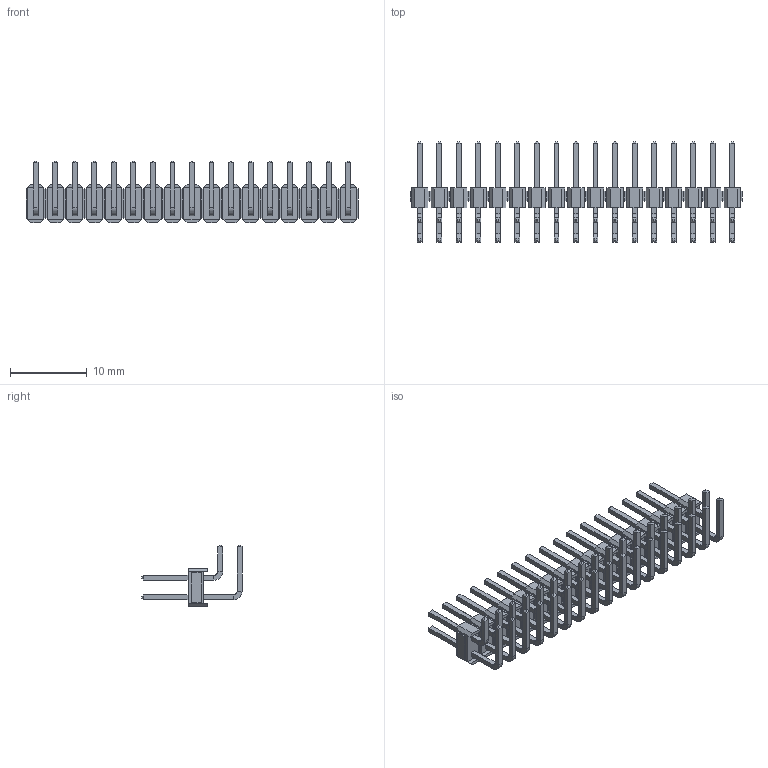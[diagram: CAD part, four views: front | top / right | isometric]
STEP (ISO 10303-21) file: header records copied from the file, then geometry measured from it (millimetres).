
FILE_DESCRIPTION (( 'STEP AP214' ), '1' );
FILE_NAME ('PLDR-34.STEP', '2019-07-02T20:50:01', ( '' ), ( '' ), 'SwSTEP 2.0', 'SolidWorks 2018', '' );
FILE_SCHEMA (( 'AUTOMOTIVE_DESIGN' ));
Length unit declared in the file: millimetre
Products named in the file (1): PLDR-34
Bounding box: 43.18 x 13.04 x 8 mm (x, y, z)
Volume: 596.2 mm3; surface area: 2203 mm2
Topology: 17 solids, 17 shells, 1292 faces, 2856 edges, 1700 vertices
Faces by surface type: plane 1224, cylinder 68
Entity records: 48530 total; most frequent: CARTESIAN_POINT 5849, ORIENTED_EDGE 5712, DIRECTION 5578, EDGE_CURVE 2856, VECTOR 2720, LINE 2720, VERTEX_POINT 1700, AXIS2_PLACEMENT_3D 1429
